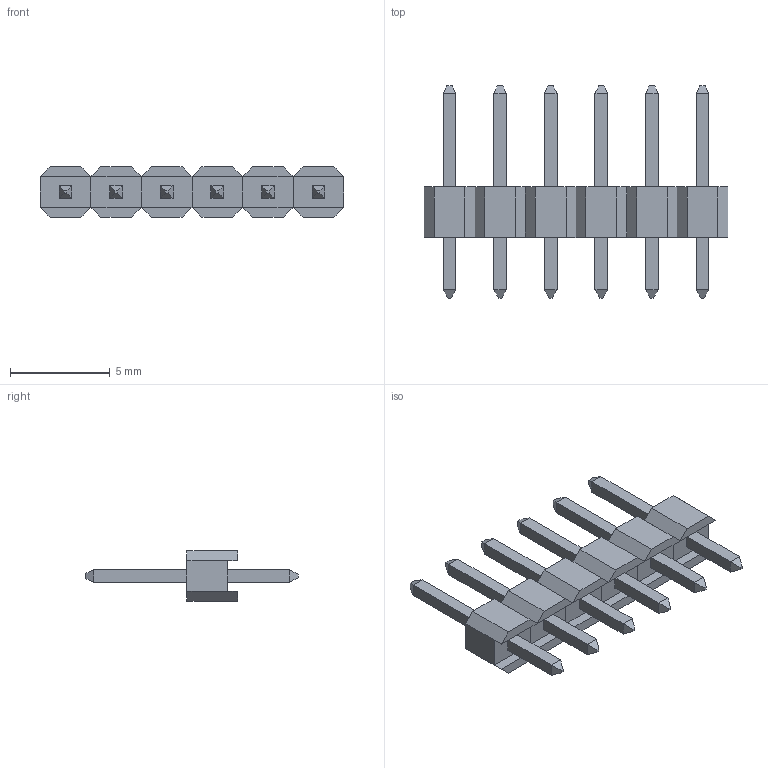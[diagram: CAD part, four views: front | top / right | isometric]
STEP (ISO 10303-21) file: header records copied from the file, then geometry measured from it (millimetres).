
FILE_DESCRIPTION (( 'STEP AP214' ), '1' );
FILE_NAME ('PRPC006SAAN-RC.STEP', '2018-01-16T15:38:24', ( '' ), ( '' ), 'SwSTEP 2.0', 'SolidWorks 2014', '' );
FILE_SCHEMA (( 'AUTOMOTIVE_DESIGN' ));
Length unit declared in the file: millimetre
Products named in the file (2): PRPC006SAAN-RC; 1 row end bumps format
Assembly tree (6 placements, depth 2):
  PRPC006SAAN-RC
    1 row end bumps format  x6
Bounding box: 15.24 x 10.67 x 2.54 mm (x, y, z)
Volume: 99.1 mm3; surface area: 349.1 mm2
Topology: 18 solids, 18 shells, 204 faces, 432 edges, 264 vertices
Faces by surface type: plane 204
Entity records: 1004 total; most frequent: CARTESIAN_POINT 159, DIRECTION 158, ORIENTED_EDGE 144, EDGE_CURVE 72, LINE 72, VECTOR 72, VERTEX_POINT 44, AXIS2_PLACEMENT_3D 43
